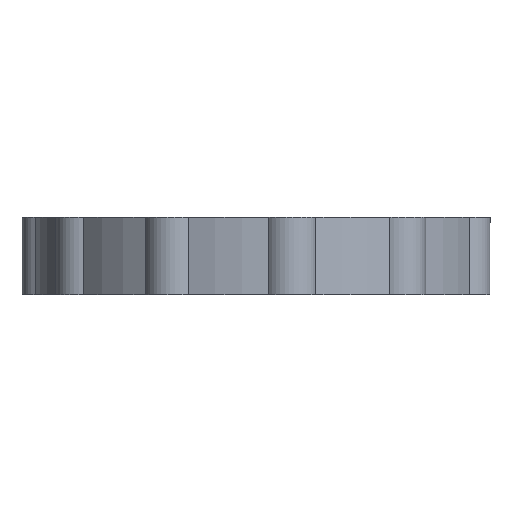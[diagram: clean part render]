
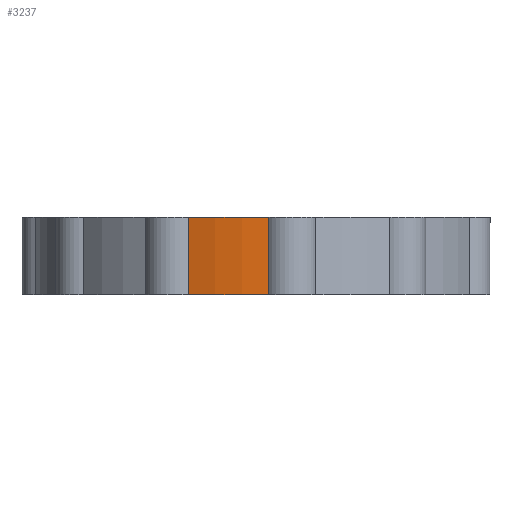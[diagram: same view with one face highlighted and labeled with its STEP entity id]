
A CAD part, left-side view. The second image highlights one B-rep face of the part: STEP entity #3237.
In plain terms, the highlighted cylindrical face has radius 56.4 mm (diameter 112.8 mm), a partial arc.
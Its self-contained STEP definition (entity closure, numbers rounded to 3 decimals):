
#162=FACE_OUTER_BOUND('',#346,.T.);
#346=EDGE_LOOP('',(#2288,#2289,#2290,#2291));
#562=CIRCLE('',#3493,56.4);
#647=CIRCLE('',#3579,56.4);
#911=LINE('',#5620,#1038);
#912=LINE('',#5622,#1039);
#1038=VECTOR('',#4423,10.);
#1039=VECTOR('',#4426,10.);
#1226=VERTEX_POINT('',#5416);
#1227=VERTEX_POINT('',#5418);
#1285=VERTEX_POINT('',#5561);
#1286=VERTEX_POINT('',#5563);
#1584=EDGE_CURVE('',#1226,#1227,#562,.F.);
#1669=EDGE_CURVE('',#1286,#1285,#647,.F.);
#1698=EDGE_CURVE('',#1226,#1286,#911,.T.);
#1699=EDGE_CURVE('',#1285,#1227,#912,.F.);
#2288=ORIENTED_EDGE('',*,*,#1669,.T.);
#2289=ORIENTED_EDGE('',*,*,#1699,.T.);
#2290=ORIENTED_EDGE('',*,*,#1584,.F.);
#2291=ORIENTED_EDGE('',*,*,#1698,.T.);
#3108=CYLINDRICAL_SURFACE('',#3608,56.4);
#3237=ADVANCED_FACE('',(#162),#3108,.T.);
#3493=AXIS2_PLACEMENT_3D('',#5419,#4184,#4185);
#3579=AXIS2_PLACEMENT_3D('',#5564,#4356,#4357);
#3608=AXIS2_PLACEMENT_3D('',#5621,#4424,#4425);
#4184=DIRECTION('center_axis',(0.,0.,
-1.));
#4185=DIRECTION('ref_axis',(-1.,0.,0.));
#4356=DIRECTION('center_axis',(0.,0.,
-1.));
#4357=DIRECTION('ref_axis',(-1.,0.,0.));
#4423=DIRECTION('',(0.,0.,-1.));
#4424=DIRECTION('center_axis',(0.,0.,
1.));
#4425=DIRECTION('ref_axis',(-1.,0.,0.));
#4426=DIRECTION('',(0.,0.,-1.));
#5416=CARTESIAN_POINT('',(96.53,17.942,19.25));
#5418=CARTESIAN_POINT('',(93.641,-2.151,19.25));
#5419=CARTESIAN_POINT('Origin',(150.,0.,19.25));
#5561=CARTESIAN_POINT('',(93.641,-2.151,0.));
#5563=CARTESIAN_POINT('',(96.53,17.942,0.));
#5564=CARTESIAN_POINT('Origin',(150.,0.,0.));
#5620=CARTESIAN_POINT('',(96.53,17.942,1.));
#5621=CARTESIAN_POINT('Origin',(150.,0.,1.));
#5622=CARTESIAN_POINT('',(93.641,-2.151,1.));
